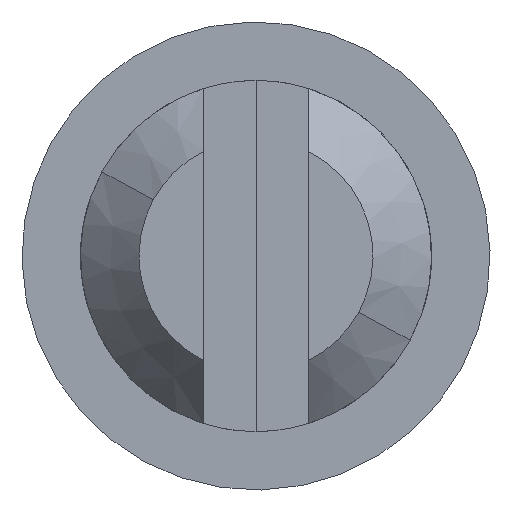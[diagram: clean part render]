
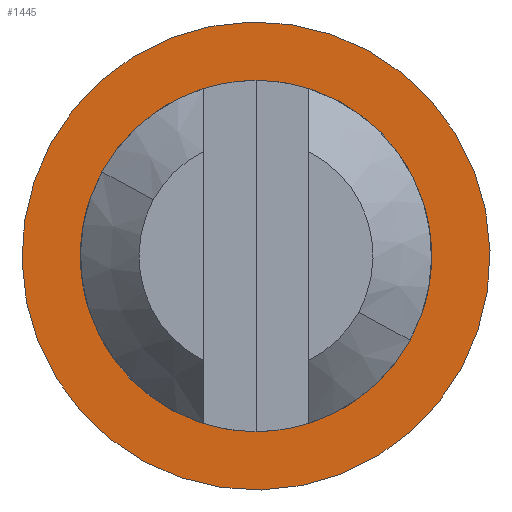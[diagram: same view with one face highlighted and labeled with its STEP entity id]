
A CAD part, front view. The second image highlights one B-rep face of the part: STEP entity #1445.
In plain terms, the highlighted planar face has unit normal (0, -1, 0).
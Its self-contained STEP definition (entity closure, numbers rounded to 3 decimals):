
#902=CARTESIAN_POINT('Vertex',(-2.633,-23.5,1.438)) ;
#905=CARTESIAN_POINT('Axis2P3D Location',(0.,-23.5,0.)) ;
#909=CARTESIAN_POINT('Vertex',(2.633,-23.5,-1.438)) ;
#1076=CARTESIAN_POINT('Axis2P3D Location',(0.,-23.5,0.)) ;
#1366=CARTESIAN_POINT('Axis2P3D Location',(0.,-23.5,0.)) ;
#1370=CARTESIAN_POINT('Vertex',(-3.51,-23.5,1.918)) ;
#1372=CARTESIAN_POINT('Vertex',(3.51,-23.5,-1.918)) ;
#1401=CARTESIAN_POINT('Axis2P3D Location',(0.,-23.5,0.)) ;
#1432=CARTESIAN_POINT('Axis2P3D Location',(3.,-23.5,0.)) ;
#906=DIRECTION('Axis2P3D Direction',(0.,1.,0.)) ;
#1077=DIRECTION('Axis2P3D Direction',(0.,1.,0.)) ;
#1367=DIRECTION('Axis2P3D Direction',(0.,1.,0.)) ;
#1402=DIRECTION('Axis2P3D Direction',(0.,1.,0.)) ;
#1433=DIRECTION('Axis2P3D Direction',(0.,1.,0.)) ;
#1434=DIRECTION('Axis2P3D XDirection',(1.,0.,0.)) ;
#907=AXIS2_PLACEMENT_3D('Circle Axis2P3D',#905,#906,$) ;
#1078=AXIS2_PLACEMENT_3D('Circle Axis2P3D',#1076,#1077,$) ;
#1368=AXIS2_PLACEMENT_3D('Circle Axis2P3D',#1366,#1367,$) ;
#1403=AXIS2_PLACEMENT_3D('Circle Axis2P3D',#1401,#1402,$) ;
#1435=AXIS2_PLACEMENT_3D('Plane Axis2P3D',#1432,#1433,#1434) ;
#1438=ORIENTED_EDGE('',*,*,#1405,.F.) ;
#1439=ORIENTED_EDGE('',*,*,#1374,.F.) ;
#1442=ORIENTED_EDGE('',*,*,#1080,.T.) ;
#1443=ORIENTED_EDGE('',*,*,#911,.T.) ;
#1444=FACE_BOUND('',#1441,.T.) ;
#1445=ADVANCED_FACE('',(#1440,#1444),#1436,.F.) ;
#908=CIRCLE('generated circle',#907,3.) ;
#1079=CIRCLE('generated circle',#1078,3.) ;
#1369=CIRCLE('generated circle',#1368,4.) ;
#1404=CIRCLE('generated circle',#1403,4.) ;
#911=EDGE_CURVE('',#910,#903,#908,.T.) ;
#1080=EDGE_CURVE('',#903,#910,#1079,.T.) ;
#1374=EDGE_CURVE('',#1371,#1373,#1369,.T.) ;
#1405=EDGE_CURVE('',#1373,#1371,#1404,.T.) ;
#1437=EDGE_LOOP('',(#1438,#1439)) ;
#1441=EDGE_LOOP('',(#1442,#1443)) ;
#1440=FACE_OUTER_BOUND('',#1437,.T.) ;
#1436=PLANE('Plane',#1435) ;
#903=VERTEX_POINT('',#902) ;
#910=VERTEX_POINT('',#909) ;
#1371=VERTEX_POINT('',#1370) ;
#1373=VERTEX_POINT('',#1372) ;
